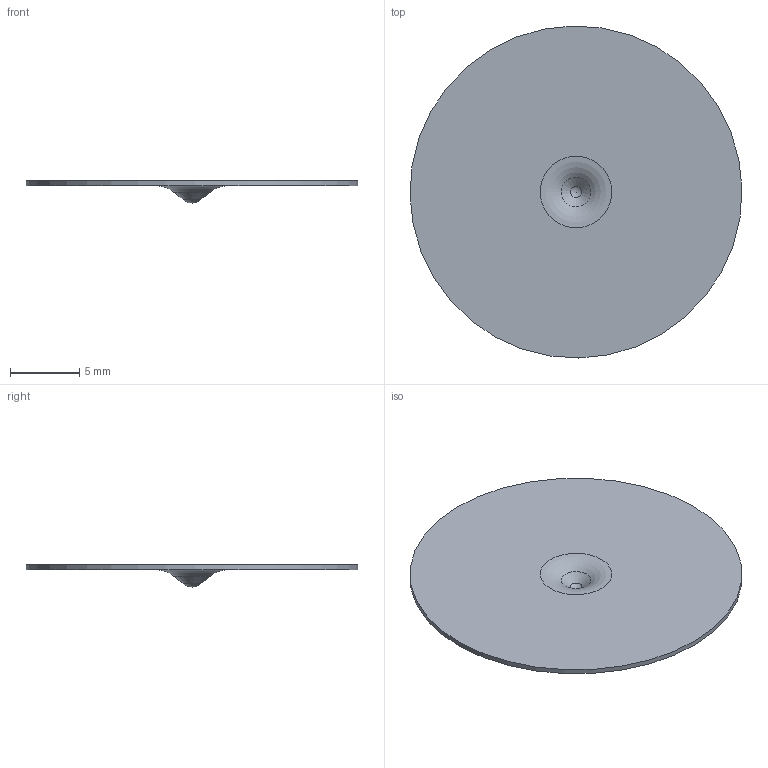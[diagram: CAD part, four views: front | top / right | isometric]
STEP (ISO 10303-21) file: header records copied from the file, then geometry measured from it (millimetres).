
FILE_DESCRIPTION(('HOOPS Exchange Step'),'2;1');
FILE_NAME('temp_export','2022-11-04T12:48:45+01:00',('mobile'),('Shapr3D Limited'),'HOOPS Exchange 2022.1','Shapr3D','Authorized');
FILE_SCHEMA( ('AUTOMOTIVE_DESIGN { 1 0 10303 214 1 1 1 1 }') );
Length unit declared in the file: millimetre
Products named in the file (3): EX-RV1K-13 CONTACTO COBRE; 0. ROVER-1K_v2_RCA-3.stp; root
Assembly tree (2 placements, depth 3):
  root
    0. ROVER-1K_v2_RCA-3.stp
      EX-RV1K-13 CONTACTO COBRE
Bounding box: 24 x 24 x 1.6 mm (x, y, z)
Volume: 159.2 mm3; surface area: 935.8 mm2
Topology: 1 solids, 1 shells, 9 faces, 18 edges, 11 vertices
Faces by surface type: plane 2, torus 2, cone 2, sphere 2, cylinder 1
Full cylindrical faces by diameter (mm): 24 x1
Entity records: 293 total; most frequent: DIRECTION 53, CARTESIAN_POINT 39, ORIENTED_EDGE 32, AXIS2_PLACEMENT_3D 25, EDGE_CURVE 16, CIRCLE 13, VERTEX_POINT 11, EDGE_LOOP 11
